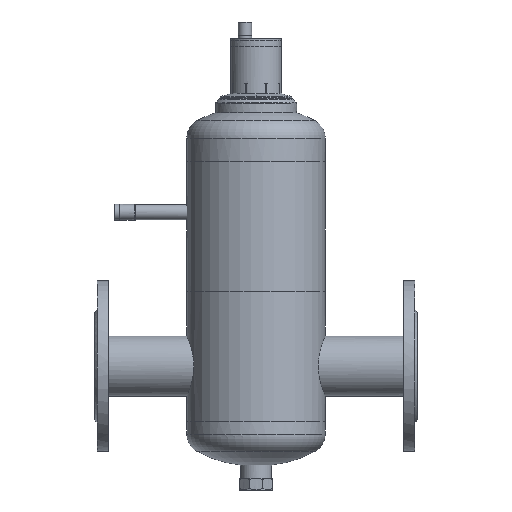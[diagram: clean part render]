
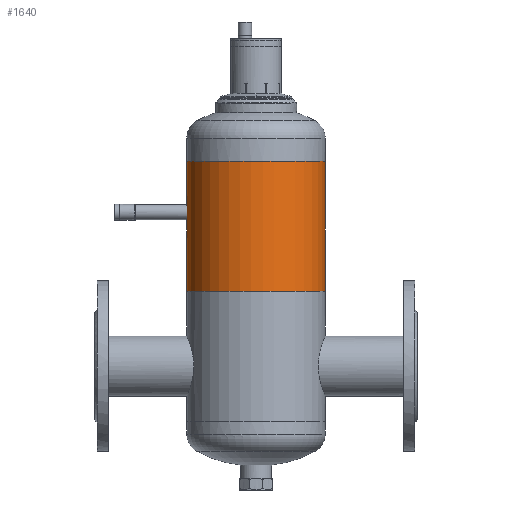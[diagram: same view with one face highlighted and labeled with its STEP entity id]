
A CAD part, front view. The second image highlights one B-rep face of the part: STEP entity #1640.
In plain terms, the highlighted cylindrical face has radius 75 mm (diameter 150 mm), a partial arc.
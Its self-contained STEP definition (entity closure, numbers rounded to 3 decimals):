
#1481=CARTESIAN_POINT('Control Point',(-75.,0.,81.)) ;
#1482=CARTESIAN_POINT('Control Point',(-75.,-11.781,81.)) ;
#1483=CARTESIAN_POINT('Control Point',(-72.687,-23.562,81.)) ;
#1484=CARTESIAN_POINT('Control Point',(-68.058,-34.737,81.)) ;
#1485=CARTESIAN_POINT('Control Point',(-54.669,-54.669,81.)) ;
#1486=CARTESIAN_POINT('Control Point',(-34.737,-68.058,81.)) ;
#1487=CARTESIAN_POINT('Control Point',(-23.562,-72.687,81.)) ;
#1488=CARTESIAN_POINT('Control Point',(0.,-77.313,81.)) ;
#1489=CARTESIAN_POINT('Control Point',(23.562,-72.687,81.)) ;
#1490=CARTESIAN_POINT('Control Point',(34.737,-68.058,81.)) ;
#1491=CARTESIAN_POINT('Control Point',(54.669,-54.669,81.)) ;
#1492=CARTESIAN_POINT('Control Point',(68.058,-34.737,81.)) ;
#1493=CARTESIAN_POINT('Control Point',(72.687,-23.562,81.)) ;
#1494=CARTESIAN_POINT('Control Point',(75.,-11.781,81.)) ;
#1495=CARTESIAN_POINT('Control Point',(75.,0.,81.)) ;
#1496=CARTESIAN_POINT('Vertex',(-75.,0.,81.)) ;
#1498=CARTESIAN_POINT('Vertex',(75.,0.,81.)) ;
#1561=CARTESIAN_POINT('Axis2P3D Location',(0.,0.,465.)) ;
#1567=CARTESIAN_POINT('Control Point',(-75.,0.,222.09)) ;
#1568=CARTESIAN_POINT('Control Point',(-75.,-11.781,222.09)) ;
#1569=CARTESIAN_POINT('Control Point',(-72.687,-23.562,222.09)) ;
#1570=CARTESIAN_POINT('Control Point',(-68.058,-34.737,222.09)) ;
#1571=CARTESIAN_POINT('Control Point',(-54.669,-54.669,222.09)) ;
#1572=CARTESIAN_POINT('Control Point',(-34.737,-68.058,222.09)) ;
#1573=CARTESIAN_POINT('Control Point',(-23.562,-72.687,222.09)) ;
#1574=CARTESIAN_POINT('Control Point',(0.,-77.313,222.09)) ;
#1575=CARTESIAN_POINT('Control Point',(23.562,-72.687,222.09)) ;
#1576=CARTESIAN_POINT('Control Point',(34.737,-68.058,222.09)) ;
#1577=CARTESIAN_POINT('Control Point',(54.669,-54.669,222.09)) ;
#1578=CARTESIAN_POINT('Control Point',(68.058,-34.737,222.09)) ;
#1579=CARTESIAN_POINT('Control Point',(72.687,-23.562,222.09)) ;
#1580=CARTESIAN_POINT('Control Point',(75.,-11.781,222.09)) ;
#1581=CARTESIAN_POINT('Control Point',(75.,0.,222.09)) ;
#1582=CARTESIAN_POINT('Vertex',(-75.,0.,222.09)) ;
#1584=CARTESIAN_POINT('Vertex',(75.,0.,222.09)) ;
#1588=CARTESIAN_POINT('Control Point',(-75.,0.,175.33)) ;
#1589=CARTESIAN_POINT('Control Point',(-75.,0.,222.09)) ;
#1590=CARTESIAN_POINT('Vertex',(-75.,0.,175.33)) ;
#1594=CARTESIAN_POINT('Control Point',(-75.,0.,158.67)) ;
#1595=CARTESIAN_POINT('Control Point',(-75.,-0.628,158.67)) ;
#1596=CARTESIAN_POINT('Control Point',(-74.993,-1.278,158.73)) ;
#1597=CARTESIAN_POINT('Control Point',(-74.979,-1.931,158.856)) ;
#1598=CARTESIAN_POINT('Control Point',(-74.937,-3.216,159.244)) ;
#1599=CARTESIAN_POINT('Control Point',(-74.875,-4.393,159.875)) ;
#1600=CARTESIAN_POINT('Control Point',(-74.839,-4.951,160.255)) ;
#1601=CARTESIAN_POINT('Control Point',(-74.768,-5.933,161.067)) ;
#1602=CARTESIAN_POINT('Control Point',(-74.698,-6.745,162.049)) ;
#1603=CARTESIAN_POINT('Control Point',(-74.662,-7.125,162.607)) ;
#1604=CARTESIAN_POINT('Control Point',(-74.599,-7.756,163.786)) ;
#1605=CARTESIAN_POINT('Control Point',(-74.557,-8.144,165.066)) ;
#1606=CARTESIAN_POINT('Control Point',(-74.543,-8.27,165.73)) ;
#1607=CARTESIAN_POINT('Control Point',(-74.529,-8.39,167.)) ;
#1608=CARTESIAN_POINT('Control Point',(-74.543,-8.27,168.27)) ;
#1609=CARTESIAN_POINT('Control Point',(-74.557,-8.144,168.934)) ;
#1610=CARTESIAN_POINT('Control Point',(-74.599,-7.756,170.214)) ;
#1611=CARTESIAN_POINT('Control Point',(-74.662,-7.125,171.393)) ;
#1612=CARTESIAN_POINT('Control Point',(-74.698,-6.745,171.951)) ;
#1613=CARTESIAN_POINT('Control Point',(-74.768,-5.933,172.933)) ;
#1614=CARTESIAN_POINT('Control Point',(-74.839,-4.951,173.745)) ;
#1615=CARTESIAN_POINT('Control Point',(-74.875,-4.393,174.125)) ;
#1616=CARTESIAN_POINT('Control Point',(-74.937,-3.216,174.756)) ;
#1617=CARTESIAN_POINT('Control Point',(-74.979,-1.931,175.144)) ;
#1618=CARTESIAN_POINT('Control Point',(-74.993,-1.278,175.27)) ;
#1619=CARTESIAN_POINT('Control Point',(-75.,-0.628,175.33)) ;
#1620=CARTESIAN_POINT('Control Point',(-75.,0.,175.33)) ;
#1621=CARTESIAN_POINT('Vertex',(-75.,0.,158.67)) ;
#1625=CARTESIAN_POINT('Control Point',(-75.,0.,81.)) ;
#1626=CARTESIAN_POINT('Control Point',(-75.,0.,158.67)) ;
#1629=CARTESIAN_POINT('Control Point',(75.,0.,222.09)) ;
#1630=CARTESIAN_POINT('Control Point',(75.,0.,81.)) ;
#1562=DIRECTION('Axis2P3D Direction',(0.,-0.,-1.)) ;
#1563=DIRECTION('Axis2P3D XDirection',(1.,0.,0.)) ;
#1564=AXIS2_PLACEMENT_3D('Cylinder Axis2P3D',#1561,#1562,#1563) ;
#1565=CYLINDRICAL_SURFACE('generated cylinder',#1564,75.) ;
#1500=EDGE_CURVE('',#1497,#1499,#1480,.T.) ;
#1586=EDGE_CURVE('',#1583,#1585,#1566,.T.) ;
#1592=EDGE_CURVE('',#1591,#1583,#1587,.T.) ;
#1623=EDGE_CURVE('',#1622,#1591,#1593,.T.) ;
#1627=EDGE_CURVE('',#1497,#1622,#1624,.T.) ;
#1631=EDGE_CURVE('',#1585,#1499,#1628,.T.) ;
#1633=ORIENTED_EDGE('',*,*,#1586,.F.) ;
#1634=ORIENTED_EDGE('',*,*,#1592,.F.) ;
#1635=ORIENTED_EDGE('',*,*,#1623,.F.) ;
#1636=ORIENTED_EDGE('',*,*,#1627,.F.) ;
#1637=ORIENTED_EDGE('',*,*,#1500,.T.) ;
#1638=ORIENTED_EDGE('',*,*,#1631,.F.) ;
#1632=EDGE_LOOP('',(#1633,#1634,#1635,#1636,#1637,#1638)) ;
#1497=VERTEX_POINT('',#1496) ;
#1499=VERTEX_POINT('',#1498) ;
#1583=VERTEX_POINT('',#1582) ;
#1585=VERTEX_POINT('',#1584) ;
#1591=VERTEX_POINT('',#1590) ;
#1622=VERTEX_POINT('',#1621) ;
#1640=ADVANCED_FACE('Solid3',(#1639),#1565,.T.) ;
#1480=B_SPLINE_CURVE_WITH_KNOTS('',5,(#1481,#1482,#1483,#1484,#1485,#1486,#1487,#1488,#1489,#1490,#1491,#1492,#1493,#1494,#1495),.UNSPECIFIED.,.F.,.U.,(6,3,3,3,6),(-3.142,-2.356,-1.571,-0.785,0.),.UNSPECIFIED.) ;
#1566=B_SPLINE_CURVE_WITH_KNOTS('',5,(#1567,#1568,#1569,#1570,#1571,#1572,#1573,#1574,#1575,#1576,#1577,#1578,#1579,#1580,#1581),.UNSPECIFIED.,.F.,.U.,(6,3,3,3,6),(-3.142,-2.356,-1.571,-0.785,0.),.UNSPECIFIED.) ;
#1587=B_SPLINE_CURVE_WITH_KNOTS('',1,(#1588,#1589),.UNSPECIFIED.,.F.,.U.,(2,2),(0.,0.153),.UNSPECIFIED.) ;
#1593=B_SPLINE_CURVE_WITH_KNOTS('',5,(#1594,#1595,#1596,#1597,#1598,#1599,#1600,#1601,#1602,#1603,#1604,#1605,#1606,#1607,#1608,#1609,#1610,#1611,#1612,#1613,#1614,#1615,#1616,#1617,#1618,#1619,#1620),.UNSPECIFIED.,.F.,.U.,(6,3,3,3,3,3,3,3,6),(-12.562,-9.422,-6.281,-3.141,0.,3.141,6.281,9.422,12.562),.UNSPECIFIED.) ;
#1624=B_SPLINE_CURVE_WITH_KNOTS('',1,(#1625,#1626),.UNSPECIFIED.,.F.,.U.,(2,2),(0.,0.255),.UNSPECIFIED.) ;
#1628=B_SPLINE_CURVE_WITH_KNOTS('',1,(#1629,#1630),.UNSPECIFIED.,.F.,.U.,(2,2),(0.,0.463),.UNSPECIFIED.) ;
#1639=FACE_OUTER_BOUND('',#1632,.T.) ;
